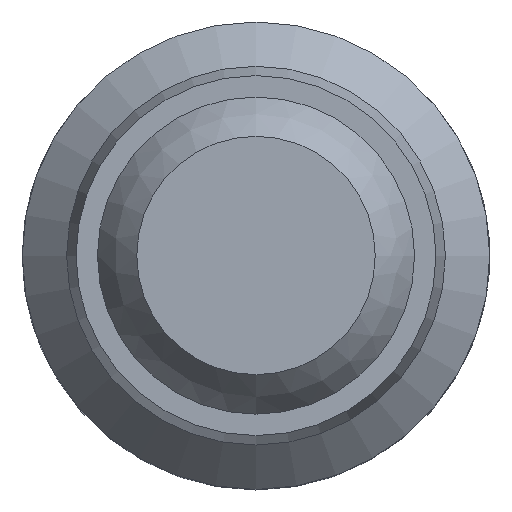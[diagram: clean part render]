
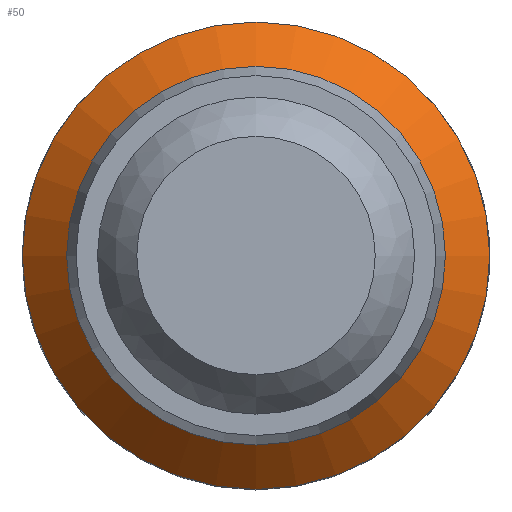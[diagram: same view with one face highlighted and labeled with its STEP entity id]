
A CAD part, top view. The second image highlights one B-rep face of the part: STEP entity #50.
In plain terms, the highlighted conical face has half-angle 45 degrees and reference radius 10 mm.
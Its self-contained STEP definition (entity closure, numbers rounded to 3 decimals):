
#50 = ADVANCED_FACE( '', ( #104, #105 ), #106, .T. );
#104 = FACE_BOUND( '', #161, .T. );
#105 = FACE_OUTER_BOUND( '', #162, .T. );
#106 = CONICAL_SURFACE( '', #163, 10., 0.785 );
#161 = EDGE_LOOP( '', ( #241 ) );
#162 = EDGE_LOOP( '', ( #242 ) );
#163 = AXIS2_PLACEMENT_3D( '', #243, #244, #245 );
#241 = ORIENTED_EDGE( '', *, *, #309, .T. );
#242 = ORIENTED_EDGE( '', *, *, #299, .F. );
#243 = CARTESIAN_POINT( '', ( 0., 0., 12.4 ) );
#244 = DIRECTION( '', ( 0., 0., -1. ) );
#245 = DIRECTION( '', ( -1., 0., 0. ) );
#299 = EDGE_CURVE( '', #342, #342, #343, .T. );
#309 = EDGE_CURVE( '', #355, #355, #356, .T. );
#342 = VERTEX_POINT( '', #395 );
#343 = CIRCLE( '', #396, 10. );
#355 = VERTEX_POINT( '', #413 );
#356 = CIRCLE( '', #414, 8.102 );
#395 = CARTESIAN_POINT( '', ( -10., 0., 12.4 ) );
#396 = AXIS2_PLACEMENT_3D( '', #449, #450, #451 );
#413 = CARTESIAN_POINT( '', ( -8.102, 0., 14.298 ) );
#414 = AXIS2_PLACEMENT_3D( '', #460, #461, #462 );
#449 = CARTESIAN_POINT( '', ( 0., 0., 12.4 ) );
#450 = DIRECTION( '', ( 0., 0., -1. ) );
#451 = DIRECTION( '', ( -1., 0., 0. ) );
#460 = CARTESIAN_POINT( '', ( 0., 0., 14.298 ) );
#461 = DIRECTION( '', ( 0., 0., -1. ) );
#462 = DIRECTION( '', ( -1., 0., 0. ) );
